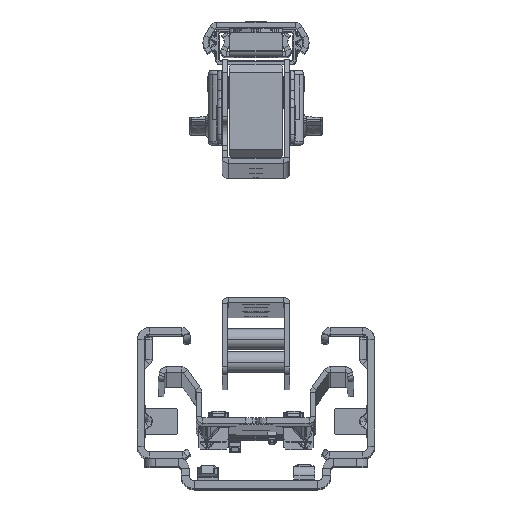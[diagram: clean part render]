
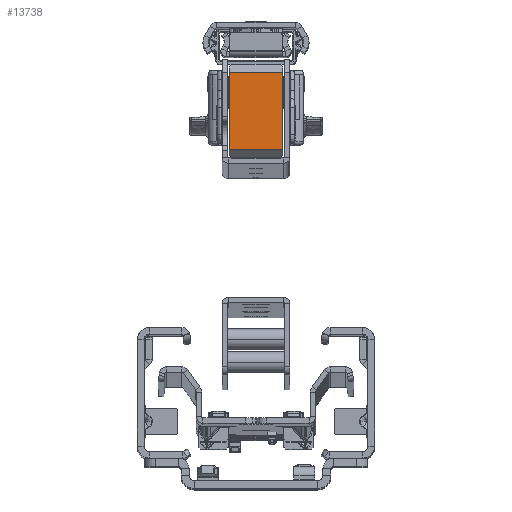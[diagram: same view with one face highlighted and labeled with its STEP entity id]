
A CAD part, top view. The second image highlights one B-rep face of the part: STEP entity #13738.
In plain terms, the highlighted face is planar.
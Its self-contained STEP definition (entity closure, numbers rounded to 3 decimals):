
#3055 = ORIENTED_EDGE ( 'NONE', *, *, #69883, .F. ) ;
#4270 = FACE_OUTER_BOUND ( 'NONE', #29178, .T. ) ;
#8069 = CARTESIAN_POINT ( 'NONE',  ( -8., 14.5, -10. ) ) ;
#9854 = VERTEX_POINT ( 'NONE', #8069 ) ;
#13476 = EDGE_CURVE ( 'NONE', #95189, #97624, #102136, .T. ) ;
#13738 = ADVANCED_FACE ( 'NONE', ( #4270 ), #25048, .T. ) ;
#14320 = EDGE_CURVE ( 'NONE', #97624, #9854, #67119, .T. ) ;
#14476 = CARTESIAN_POINT ( 'NONE',  ( -8., -17.5, 10. ) ) ;
#19768 = CARTESIAN_POINT ( 'NONE',  ( -8., 14.5, -9. ) ) ;
#22739 = CARTESIAN_POINT ( 'NONE',  ( -8., -14.5, 10. ) ) ;
#25048 = PLANE ( 'NONE',  #121812 ) ;
#29178 = EDGE_LOOP ( 'NONE', ( #3055, #41517, #84897, #83333 ) ) ;
#32059 = DIRECTION ( 'NONE',  ( -1., 0., 0. ) ) ;
#38610 = CARTESIAN_POINT ( 'NONE',  ( -8., -14.5, 9. ) ) ;
#41422 = DIRECTION ( 'NONE',  ( 0., 1., 0. ) ) ;
#41517 = ORIENTED_EDGE ( 'NONE', *, *, #70349, .T. ) ;
#43288 = LINE ( 'NONE', #71010, #124570 ) ;
#52371 = DIRECTION ( 'NONE',  ( 0., 1., 0. ) ) ;
#56909 = LINE ( 'NONE', #38610, #100547 ) ;
#57677 = DIRECTION ( 'NONE',  ( 0., 0., -1. ) ) ;
#59978 = VERTEX_POINT ( 'NONE', #105886 ) ;
#61541 = VECTOR ( 'NONE', #52371, 1000. ) ;
#61717 = DIRECTION ( 'NONE',  ( 0., 0., 1. ) ) ;
#63560 = CARTESIAN_POINT ( 'NONE',  ( -8., -17.5, 10. ) ) ;
#65768 = DIRECTION ( 'NONE',  ( 0., 0., 1. ) ) ;
#67119 = LINE ( 'NONE', #19768, #117858 ) ;
#69883 = EDGE_CURVE ( 'NONE', #59978, #9854, #43288, .T. ) ;
#70349 = EDGE_CURVE ( 'NONE', #59978, #95189, #56909, .T. ) ;
#71010 = CARTESIAN_POINT ( 'NONE',  ( -8., -17.5, -10. ) ) ;
#83333 = ORIENTED_EDGE ( 'NONE', *, *, #14320, .T. ) ;
#84897 = ORIENTED_EDGE ( 'NONE', *, *, #13476, .T. ) ;
#95189 = VERTEX_POINT ( 'NONE', #22739 ) ;
#97624 = VERTEX_POINT ( 'NONE', #108695 ) ;
#100547 = VECTOR ( 'NONE', #65768, 1000. ) ;
#102136 = LINE ( 'NONE', #14476, #61541 ) ;
#105886 = CARTESIAN_POINT ( 'NONE',  ( -8., -14.5, -10. ) ) ;
#108695 = CARTESIAN_POINT ( 'NONE',  ( -8., 14.5, 10. ) ) ;
#117858 = VECTOR ( 'NONE', #57677, 1000. ) ;
#121812 = AXIS2_PLACEMENT_3D ( 'NONE', #63560, #32059, #61717 ) ;
#124570 = VECTOR ( 'NONE', #41422, 1000. ) ;
